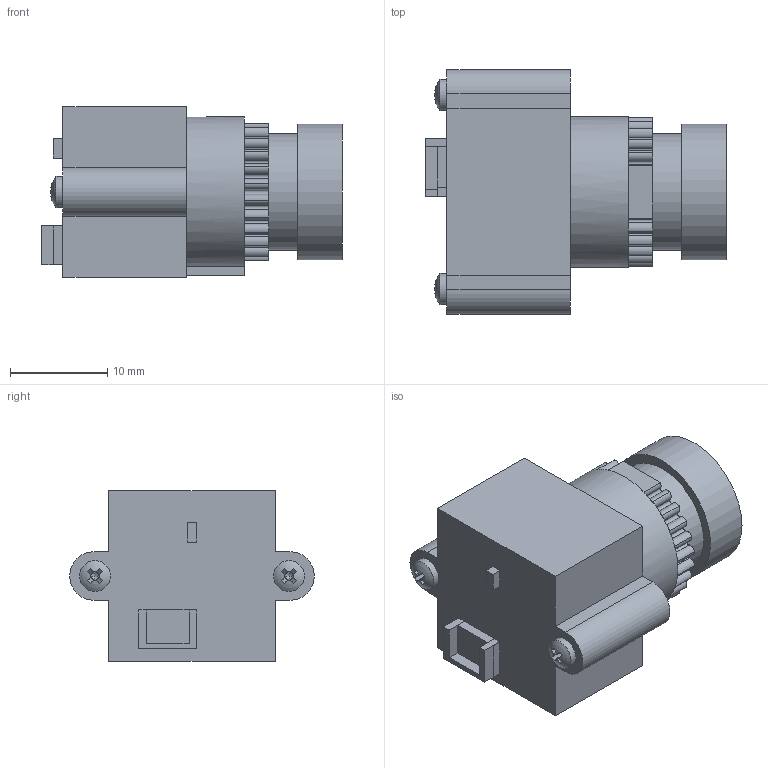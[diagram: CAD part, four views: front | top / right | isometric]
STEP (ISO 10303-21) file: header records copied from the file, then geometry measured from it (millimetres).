
FILE_DESCRIPTION(('FreeCAD Model'),'2;1');
FILE_NAME('Eachine_1000TVL.step', '2017-11-09T15:52:35',('Author'),(''), 'Open CASCADE STEP processor 7.1','FreeCAD','Unknown');
FILE_SCHEMA(('AUTOMOTIVE_DESIGN { 1 0 10303 214 1 1 1 1 }'));
Length unit declared in the file: millimetre
Products named in the file (1): EACHINE_1000TVL
Bounding box: 31 x 25.2 x 17.6 mm (x, y, z)
Volume: 6865.5 mm3; surface area: 2996.8 mm2
Topology: 5 solids, 5 shells, 225 faces, 572 edges, 361 vertices
Faces by surface type: plane 133, cylinder 78, cone 10, revolution 2, sphere 2
Full cylindrical faces by diameter (mm): 1.6 x2, 2 x2, 3.2 x2, 9.5 x1, 12 x1, 14 x1
Entity records: 16916 total; most frequent: CARTESIAN_POINT 4087, DIRECTION 2228, ORIENTED_EDGE 1140, PCURVE 1140, DEFINITIONAL_REPRESENTATION 1140, LINE 901, VECTOR 901, AXIS2_PLACEMENT_3D 578
